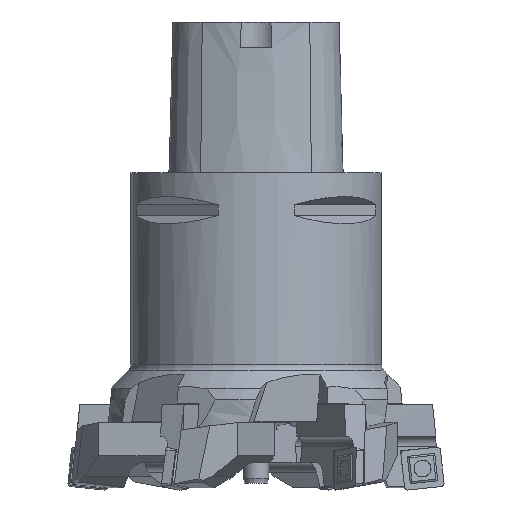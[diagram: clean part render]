
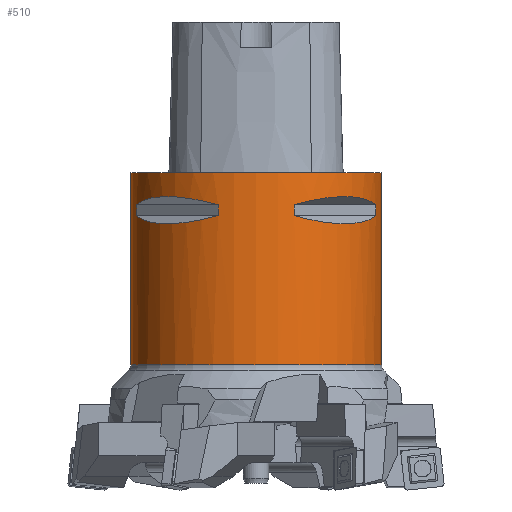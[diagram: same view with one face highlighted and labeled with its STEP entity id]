
A CAD part, front view. The second image highlights one B-rep face of the part: STEP entity #510.
In plain terms, the highlighted cylindrical face has radius 40 mm (diameter 80 mm), a full revolution.
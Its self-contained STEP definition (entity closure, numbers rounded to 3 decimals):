
#510=ADVANCED_FACE('',(#1267,#1268,#1269,#1270,#1271,#1272),#674,.T.);
#674=CYLINDRICAL_SURFACE('',#3353,40.);
#688=ELLIPSE('',#3344,46.188,40.);
#689=ELLIPSE('',#3345,46.188,40.);
#690=ELLIPSE('',#3346,46.188,40.);
#691=ELLIPSE('',#3347,46.188,40.);
#692=ELLIPSE('',#3349,46.188,40.);
#693=ELLIPSE('',#3350,46.188,40.);
#694=ELLIPSE('',#3351,46.188,40.);
#695=ELLIPSE('',#3352,46.188,40.);
#725=LINE('',#4524,#996);
#726=LINE('',#4529,#997);
#727=LINE('',#4532,#998);
#728=LINE('',#4537,#999);
#729=LINE('',#4542,#1000);
#730=LINE('',#4547,#1001);
#731=LINE('',#4550,#1002);
#732=LINE('',#4555,#1003);
#996=VECTOR('',#3655,1.);
#997=VECTOR('',#3658,1.);
#998=VECTOR('',#3661,1.);
#999=VECTOR('',#3664,1.);
#1000=VECTOR('',#3669,1.);
#1001=VECTOR('',#3672,1.);
#1002=VECTOR('',#3675,1.);
#1003=VECTOR('',#3678,1.);
#1267=FACE_BOUND('',#1337,.T.);
#1268=FACE_BOUND('',#1338,.T.);
#1269=FACE_BOUND('',#1339,.T.);
#1270=FACE_BOUND('',#1340,.T.);
#1271=FACE_BOUND('',#1341,.T.);
#1272=FACE_BOUND('',#1342,.T.);
#1337=EDGE_LOOP('',(#1538));
#1338=EDGE_LOOP('',(#1539,#1540,#1541,#1542));
#1339=EDGE_LOOP('',(#1543,#1544,#1545,#1546));
#1340=EDGE_LOOP('',(#1547));
#1341=EDGE_LOOP('',(#1548,#1549,#1550,#1551));
#1342=EDGE_LOOP('',(#1552,#1553,#1554,#1555));
#1538=ORIENTED_EDGE('',*,*,#2693,.T.);
#1539=ORIENTED_EDGE('',*,*,#2694,.T.);
#1540=ORIENTED_EDGE('',*,*,#2695,.T.);
#1541=ORIENTED_EDGE('',*,*,#2696,.T.);
#1542=ORIENTED_EDGE('',*,*,#2697,.T.);
#1543=ORIENTED_EDGE('',*,*,#2698,.T.);
#1544=ORIENTED_EDGE('',*,*,#2699,.T.);
#1545=ORIENTED_EDGE('',*,*,#2700,.T.);
#1546=ORIENTED_EDGE('',*,*,#2701,.T.);
#1547=ORIENTED_EDGE('',*,*,#2702,.T.);
#1548=ORIENTED_EDGE('',*,*,#2703,.T.);
#1549=ORIENTED_EDGE('',*,*,#2704,.T.);
#1550=ORIENTED_EDGE('',*,*,#2705,.T.);
#1551=ORIENTED_EDGE('',*,*,#2706,.T.);
#1552=ORIENTED_EDGE('',*,*,#2707,.T.);
#1553=ORIENTED_EDGE('',*,*,#2708,.T.);
#1554=ORIENTED_EDGE('',*,*,#2709,.T.);
#1555=ORIENTED_EDGE('',*,*,#2710,.T.);
#2390=VERTEX_POINT('',#4523);
#2391=VERTEX_POINT('',#4525);
#2392=VERTEX_POINT('',#4526);
#2393=VERTEX_POINT('',#4528);
#2394=VERTEX_POINT('',#4530);
#2395=VERTEX_POINT('',#4533);
#2396=VERTEX_POINT('',#4534);
#2397=VERTEX_POINT('',#4536);
#2398=VERTEX_POINT('',#4538);
#2399=VERTEX_POINT('',#4541);
#2400=VERTEX_POINT('',#4543);
#2401=VERTEX_POINT('',#4544);
#2402=VERTEX_POINT('',#4546);
#2403=VERTEX_POINT('',#4548);
#2404=VERTEX_POINT('',#4551);
#2405=VERTEX_POINT('',#4552);
#2406=VERTEX_POINT('',#4554);
#2407=VERTEX_POINT('',#4556);
#2693=EDGE_CURVE('',#2390,#2390,#3119,.T.);
#2694=EDGE_CURVE('',#2391,#2392,#725,.T.);
#2695=EDGE_CURVE('',#2392,#2393,#688,.T.);
#2696=EDGE_CURVE('',#2393,#2394,#726,.T.);
#2697=EDGE_CURVE('',#2394,#2391,#689,.T.);
#2698=EDGE_CURVE('',#2395,#2396,#727,.T.);
#2699=EDGE_CURVE('',#2396,#2397,#690,.T.);
#2700=EDGE_CURVE('',#2397,#2398,#728,.T.);
#2701=EDGE_CURVE('',#2398,#2395,#691,.T.);
#2702=EDGE_CURVE('',#2399,#2399,#3120,.T.);
#2703=EDGE_CURVE('',#2400,#2401,#729,.T.);
#2704=EDGE_CURVE('',#2401,#2402,#692,.T.);
#2705=EDGE_CURVE('',#2402,#2403,#730,.T.);
#2706=EDGE_CURVE('',#2403,#2400,#693,.T.);
#2707=EDGE_CURVE('',#2404,#2405,#731,.T.);
#2708=EDGE_CURVE('',#2405,#2406,#694,.T.);
#2709=EDGE_CURVE('',#2406,#2407,#732,.T.);
#2710=EDGE_CURVE('',#2407,#2404,#695,.T.);
#3119=CIRCLE('',#3343,40.);
#3120=CIRCLE('',#3348,40.);
#3343=AXIS2_PLACEMENT_3D('',#4522,#3653,#3654);
#3344=AXIS2_PLACEMENT_3D('',#4527,#3656,#3657);
#3345=AXIS2_PLACEMENT_3D('',#4531,#3659,#3660);
#3346=AXIS2_PLACEMENT_3D('',#4535,#3662,#3663);
#3347=AXIS2_PLACEMENT_3D('',#4539,#3665,#3666);
#3348=AXIS2_PLACEMENT_3D('',#4540,#3667,#3668);
#3349=AXIS2_PLACEMENT_3D('',#4545,#3670,#3671);
#3350=AXIS2_PLACEMENT_3D('',#4549,#3673,#3674);
#3351=AXIS2_PLACEMENT_3D('',#4553,#3676,#3677);
#3352=AXIS2_PLACEMENT_3D('',#4557,#3679,#3680);
#3353=AXIS2_PLACEMENT_3D('',#4558,#3681,#3682);
#3653=DIRECTION('',(0.,0.,1.));
#3654=DIRECTION('',(1.,0.,0.));
#3655=DIRECTION('',(0.,0.,1.));
#3656=DIRECTION('',(-0.354,-0.354,0.866));
#3657=DIRECTION('',(-0.612,-0.612,-0.5));
#3658=DIRECTION('',(0.,0.,-1.));
#3659=DIRECTION('',(-0.354,-0.354,-0.866));
#3660=DIRECTION('',(0.612,0.612,-0.5));
#3661=DIRECTION('',(0.,0.,1.));
#3662=DIRECTION('',(0.354,0.354,0.866));
#3663=DIRECTION('',(0.612,0.612,-0.5));
#3664=DIRECTION('',(0.,0.,-1.));
#3665=DIRECTION('',(0.354,0.354,-0.866));
#3666=DIRECTION('',(-0.612,-0.612,-0.5));
#3667=DIRECTION('',(0.,0.,-1.));
#3668=DIRECTION('',(-1.,0.,0.));
#3669=DIRECTION('',(0.,0.,1.));
#3670=DIRECTION('',(0.354,-0.354,0.866));
#3671=DIRECTION('',(0.612,-0.612,-0.5));
#3672=DIRECTION('',(0.,0.,-1.));
#3673=DIRECTION('',(0.354,-0.354,-0.866));
#3674=DIRECTION('',(-0.612,0.612,-0.5));
#3675=DIRECTION('',(0.,0.,1.));
#3676=DIRECTION('',(-0.354,0.354,0.866));
#3677=DIRECTION('',(-0.612,0.612,-0.5));
#3678=DIRECTION('',(0.,0.,-1.));
#3679=DIRECTION('',(-0.354,0.354,-0.866));
#3680=DIRECTION('',(0.612,-0.612,-0.5));
#3681=DIRECTION('',(0.,0.,1.));
#3682=DIRECTION('',(1.,0.,0.));
#4522=CARTESIAN_POINT('',(0.,0.,-61.352));
#4523=CARTESIAN_POINT('',(40.,0.,-61.352));
#4524=CARTESIAN_POINT('',(38.115,12.133,0.));
#4525=CARTESIAN_POINT('',(38.115,12.133,-13.75));
#4526=CARTESIAN_POINT('',(38.115,12.133,-10.25));
#4527=CARTESIAN_POINT('',(0.,0.,-30.764));
#4528=CARTESIAN_POINT('',(12.133,38.115,-10.25));
#4529=CARTESIAN_POINT('',(12.133,38.115,0.));
#4530=CARTESIAN_POINT('',(12.133,38.115,-13.75));
#4531=CARTESIAN_POINT('',(0.,0.,6.764));
#4532=CARTESIAN_POINT('',(-38.115,-12.133,0.));
#4533=CARTESIAN_POINT('',(-38.115,-12.133,-13.75));
#4534=CARTESIAN_POINT('',(-38.115,-12.133,-10.25));
#4535=CARTESIAN_POINT('',(0.,0.,-30.764));
#4536=CARTESIAN_POINT('',(-12.133,-38.115,-10.25));
#4537=CARTESIAN_POINT('',(-12.133,-38.115,0.));
#4538=CARTESIAN_POINT('',(-12.133,-38.115,-13.75));
#4539=CARTESIAN_POINT('',(0.,0.,6.764));
#4540=CARTESIAN_POINT('',(0.,0.,0.));
#4541=CARTESIAN_POINT('',(-40.,0.,0.));
#4542=CARTESIAN_POINT('',(-12.133,38.115,0.));
#4543=CARTESIAN_POINT('',(-12.133,38.115,-13.75));
#4544=CARTESIAN_POINT('',(-12.133,38.115,-10.25));
#4545=CARTESIAN_POINT('',(0.,0.,-30.764));
#4546=CARTESIAN_POINT('',(-38.115,12.133,-10.25));
#4547=CARTESIAN_POINT('',(-38.115,12.133,0.));
#4548=CARTESIAN_POINT('',(-38.115,12.133,-13.75));
#4549=CARTESIAN_POINT('',(0.,0.,6.764));
#4550=CARTESIAN_POINT('',(12.133,-38.115,0.));
#4551=CARTESIAN_POINT('',(12.133,-38.115,-13.75));
#4552=CARTESIAN_POINT('',(12.133,-38.115,-10.25));
#4553=CARTESIAN_POINT('',(0.,0.,-30.764));
#4554=CARTESIAN_POINT('',(38.115,-12.133,-10.25));
#4555=CARTESIAN_POINT('',(38.115,-12.133,0.));
#4556=CARTESIAN_POINT('',(38.115,-12.133,-13.75));
#4557=CARTESIAN_POINT('',(0.,0.,6.764));
#4558=CARTESIAN_POINT('',(0.,0.,26.));
